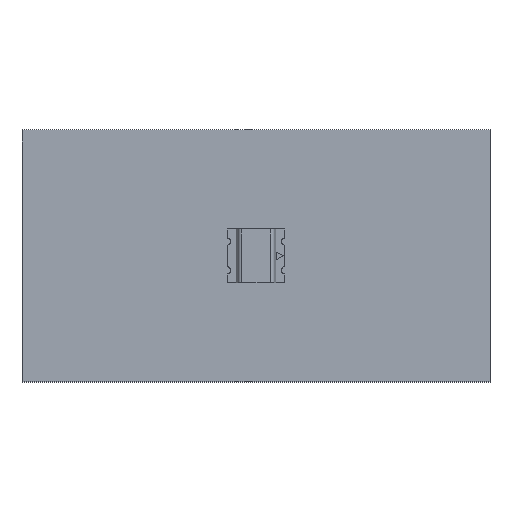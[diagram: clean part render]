
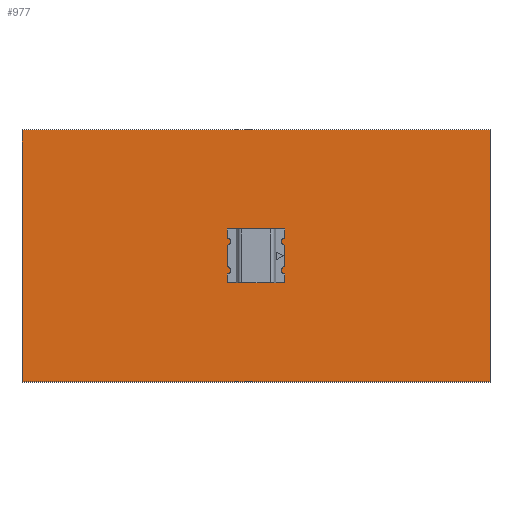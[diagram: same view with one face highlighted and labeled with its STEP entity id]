
A CAD part, top view. The second image highlights one B-rep face of the part: STEP entity #977.
In plain terms, the highlighted planar face has unit normal (0, 0, 1).
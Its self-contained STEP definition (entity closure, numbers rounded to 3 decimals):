
#977=ADVANCED_FACE('',(#2632),#2633,.T.);
#2632=FACE_OUTER_BOUND('',#5012,.T.);
#2633=PLANE('',#5013);
#5012=EDGE_LOOP('',(#7632,#7633,#7634,#7635));
#5013=AXIS2_PLACEMENT_3D('',#7636,#7637,#7638);
#7632=ORIENTED_EDGE('',*,*,#15350,.T.);
#7633=ORIENTED_EDGE('',*,*,#15351,.T.);
#7634=ORIENTED_EDGE('',*,*,#15352,.T.);
#7635=ORIENTED_EDGE('',*,*,#15353,.T.);
#7636=CARTESIAN_POINT('',(0.,0.0,1.5));
#7637=DIRECTION('',(0.0,0.0,1.0));
#7638=DIRECTION('',(1.0,0.0,0.0));
#15350=EDGE_CURVE('',#18460,#18461,#18462,.T.);
#15351=EDGE_CURVE('',#18461,#18463,#18464,.T.);
#15352=EDGE_CURVE('',#18463,#18465,#18466,.T.);
#15353=EDGE_CURVE('',#18465,#18460,#18467,.T.);
#18460=VERTEX_POINT('',#23104);
#18461=VERTEX_POINT('',#23105);
#18462=LINE('',#23106,#23107);
#18463=VERTEX_POINT('',#23108);
#18464=LINE('',#23109,#23110);
#18465=VERTEX_POINT('',#23111);
#18466=LINE('',#23112,#23113);
#18467=LINE('',#23114,#23115);
#23104=CARTESIAN_POINT('',(-6.5,3.5,1.5));
#23105=CARTESIAN_POINT('',(-6.5,-3.5,1.5));
#23106=CARTESIAN_POINT('',(-6.5,0.0,1.5));
#23107=VECTOR('',#29776,1.0);
#23108=CARTESIAN_POINT('',(6.5,-3.5,1.5));
#23109=CARTESIAN_POINT('',(0.0,-3.5,1.5));
#23110=VECTOR('',#29777,1.0);
#23111=CARTESIAN_POINT('',(6.5,3.5,1.5));
#23112=CARTESIAN_POINT('',(6.5,0.0,1.5));
#23113=VECTOR('',#29778,1.0);
#23114=CARTESIAN_POINT('',(0.0,3.5,1.5));
#23115=VECTOR('',#29779,1.0);
#29776=DIRECTION('',(0.0,-1.0,0.0));
#29777=DIRECTION('',(1.0,0.0,0.0));
#29778=DIRECTION('',(0.0,1.0,0.0));
#29779=DIRECTION('',(-1.0,0.0,0.0));
